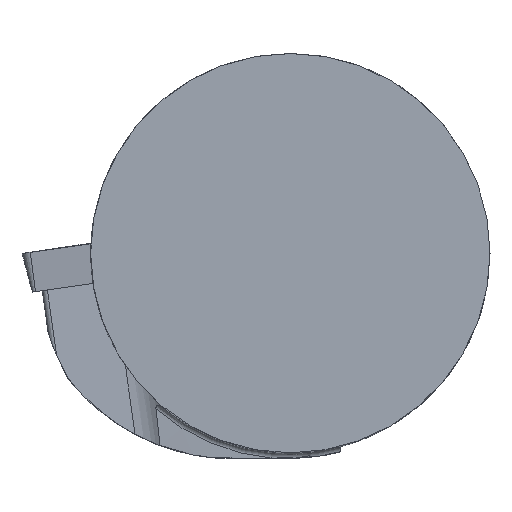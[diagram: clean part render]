
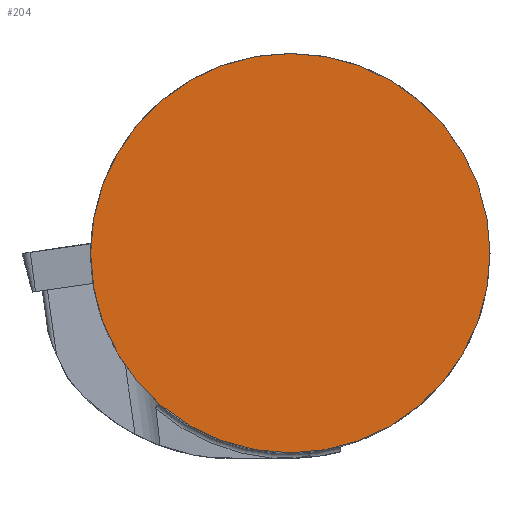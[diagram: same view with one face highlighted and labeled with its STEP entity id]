
A CAD part, top view. The second image highlights one B-rep face of the part: STEP entity #204.
In plain terms, the highlighted planar face has unit normal (0, 0, 1).
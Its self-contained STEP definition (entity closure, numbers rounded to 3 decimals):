
#129=PLANE('',#1020);
#161=FACE_OUTER_BOUND('',#301,.T.);
#204=ADVANCED_FACE('',(#161),#129,.T.);
#301=EDGE_LOOP('',(#546));
#352=CIRCLE('',#963,20.);
#546=ORIENTED_EDGE('',*,*,#694,.F.);
#616=VERTEX_POINT('',#1361);
#694=EDGE_CURVE('',#616,#616,#352,.T.);
#963=AXIS2_PLACEMENT_3D('',#1360,#1077,#1078);
#1020=AXIS2_PLACEMENT_3D('',#1712,#1222,#1223);
#1077=DIRECTION('',(0.,0.,-1.));
#1078=DIRECTION('',(1.,0.,0.));
#1222=DIRECTION('',(0.,0.,1.));
#1223=DIRECTION('',(1.,0.,0.));
#1360=CARTESIAN_POINT('',(0.,0.,0.));
#1361=CARTESIAN_POINT('',(20.,0.,0.));
#1712=CARTESIAN_POINT('',(0.,0.,0.));
